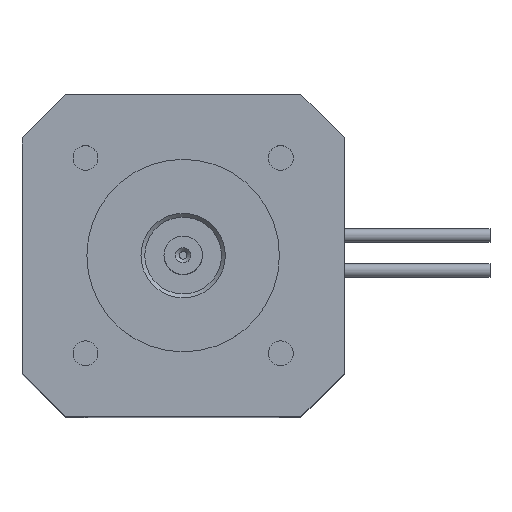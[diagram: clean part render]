
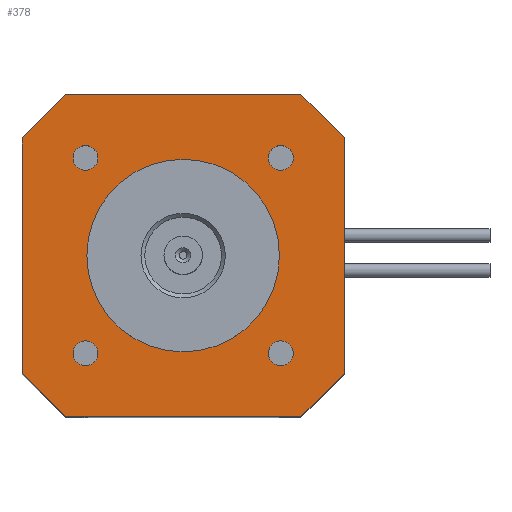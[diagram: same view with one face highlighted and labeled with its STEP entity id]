
A CAD part, top view. The second image highlights one B-rep face of the part: STEP entity #378.
In plain terms, the highlighted planar face has unit normal (0, 0, 1).
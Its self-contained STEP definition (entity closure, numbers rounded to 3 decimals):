
#378 = ADVANCED_FACE( '', ( #800, #801, #802, #803, #804, #805 ), #806, .T. );
#800 = FACE_BOUND( '', #1241, .T. );
#801 = FACE_BOUND( '', #1242, .T. );
#802 = FACE_BOUND( '', #1243, .T. );
#803 = FACE_BOUND( '', #1244, .T. );
#804 = FACE_BOUND( '', #1245, .T. );
#805 = FACE_OUTER_BOUND( '', #1246, .T. );
#806 = PLANE( '', #1247 );
#1241 = EDGE_LOOP( '', ( #2216 ) );
#1242 = EDGE_LOOP( '', ( #2217 ) );
#1243 = EDGE_LOOP( '', ( #2218 ) );
#1244 = EDGE_LOOP( '', ( #2219 ) );
#1245 = EDGE_LOOP( '', ( #2220 ) );
#1246 = EDGE_LOOP( '', ( #2221, #2222, #2223, #2224, #2225, #2226, #2227, #2228 ) );
#1247 = AXIS2_PLACEMENT_3D( '', #2229, #2230, #2231 );
#2216 = ORIENTED_EDGE( '', *, *, #2698, .T. );
#2217 = ORIENTED_EDGE( '', *, *, #2585, .T. );
#2218 = ORIENTED_EDGE( '', *, *, #2388, .T. );
#2219 = ORIENTED_EDGE( '', *, *, #2600, .T. );
#2220 = ORIENTED_EDGE( '', *, *, #2735, .F. );
#2221 = ORIENTED_EDGE( '', *, *, #2741, .T. );
#2222 = ORIENTED_EDGE( '', *, *, #2662, .T. );
#2223 = ORIENTED_EDGE( '', *, *, #2690, .T. );
#2224 = ORIENTED_EDGE( '', *, *, #2421, .F. );
#2225 = ORIENTED_EDGE( '', *, *, #2732, .T. );
#2226 = ORIENTED_EDGE( '', *, *, #2407, .F. );
#2227 = ORIENTED_EDGE( '', *, *, #2705, .T. );
#2228 = ORIENTED_EDGE( '', *, *, #2531, .T. );
#2229 = CARTESIAN_POINT( '', ( 0., 0., 60. ) );
#2230 = DIRECTION( '', ( 0., 0., 1. ) );
#2231 = DIRECTION( '', ( 1., 0., 0. ) );
#2388 = EDGE_CURVE( '', #2813, #2813, #2814, .T. );
#2407 = EDGE_CURVE( '', #2845, #2841, #2847, .T. );
#2421 = EDGE_CURVE( '', #2870, #2872, #2873, .T. );
#2531 = EDGE_CURVE( '', #3055, #3053, #3056, .T. );
#2585 = EDGE_CURVE( '', #3136, #3136, #3137, .T. );
#2600 = EDGE_CURVE( '', #3161, #3161, #3162, .T. );
#2662 = EDGE_CURVE( '', #3240, #3242, #3244, .T. );
#2690 = EDGE_CURVE( '', #3242, #2872, #3280, .T. );
#2698 = EDGE_CURVE( '', #3288, #3288, #3289, .T. );
#2705 = EDGE_CURVE( '', #2845, #3055, #3296, .T. );
#2732 = EDGE_CURVE( '', #2870, #2841, #3329, .T. );
#2735 = EDGE_CURVE( '', #3332, #3332, #3333, .T. );
#2741 = EDGE_CURVE( '', #3053, #3240, #3339, .T. );
#2813 = VERTEX_POINT( '', #3431 );
#2814 = CIRCLE( '', #3432, 1.621 );
#2841 = VERTEX_POINT( '', #3470 );
#2845 = VERTEX_POINT( '', #3476 );
#2847 = LINE( '', #3479, #3480 );
#2870 = VERTEX_POINT( '', #3512 );
#2872 = VERTEX_POINT( '', #3515 );
#2873 = LINE( '', #3516, #3517 );
#3053 = VERTEX_POINT( '', #3770 );
#3055 = VERTEX_POINT( '', #3773 );
#3056 = LINE( '', #3774, #3775 );
#3136 = VERTEX_POINT( '', #3886 );
#3137 = CIRCLE( '', #3887, 1.621 );
#3161 = VERTEX_POINT( '', #3915 );
#3162 = CIRCLE( '', #3916, 1.621 );
#3240 = VERTEX_POINT( '', #4021 );
#3242 = VERTEX_POINT( '', #4024 );
#3244 = LINE( '', #4027, #4028 );
#3280 = LINE( '', #4081, #4082 );
#3288 = VERTEX_POINT( '', #4093 );
#3289 = CIRCLE( '', #4094, 1.621 );
#3296 = LINE( '', #4102, #4103 );
#3329 = LINE( '', #4147, #4148 );
#3332 = VERTEX_POINT( '', #4152 );
#3333 = CIRCLE( '', #4153, 12.55 );
#3339 = LINE( '', #4161, #4162 );
#3431 = CARTESIAN_POINT( '', ( 12.728, -14.349, 60. ) );
#3432 = AXIS2_PLACEMENT_3D( '', #4215, #4216, #4217 );
#3470 = CARTESIAN_POINT( '', ( 21., 15.329, 60. ) );
#3476 = CARTESIAN_POINT( '', ( 15.358, 21., 60. ) );
#3479 = CARTESIAN_POINT( '', ( 15.358, 21., 60. ) );
#3480 = VECTOR( '', #4232, 1000. );
#3512 = CARTESIAN_POINT( '', ( 21., -15.329, 60. ) );
#3515 = CARTESIAN_POINT( '', ( 15.358, -21., 60. ) );
#3516 = CARTESIAN_POINT( '', ( 21., -15.329, 60. ) );
#3517 = VECTOR( '', #4243, 1000. );
#3770 = CARTESIAN_POINT( '', ( -21., 15.329, 60. ) );
#3773 = CARTESIAN_POINT( '', ( -15.358, 21., 60. ) );
#3774 = CARTESIAN_POINT( '', ( -15.358, 21., 60. ) );
#3775 = VECTOR( '', #4345, 1000. );
#3886 = CARTESIAN_POINT( '', ( -12.728, -14.349, 60. ) );
#3887 = AXIS2_PLACEMENT_3D( '', #4404, #4405, #4406 );
#3915 = CARTESIAN_POINT( '', ( 12.728, 11.107, 60. ) );
#3916 = AXIS2_PLACEMENT_3D( '', #4426, #4427, #4428 );
#4021 = CARTESIAN_POINT( '', ( -21., -15.329, 60. ) );
#4024 = CARTESIAN_POINT( '', ( -15.358, -21., 60. ) );
#4027 = CARTESIAN_POINT( '', ( -21., -15.329, 60. ) );
#4028 = VECTOR( '', #4485, 1000. );
#4081 = CARTESIAN_POINT( '', ( -21., -21., 60. ) );
#4082 = VECTOR( '', #4509, 1000. );
#4093 = CARTESIAN_POINT( '', ( -12.728, 11.107, 60. ) );
#4094 = AXIS2_PLACEMENT_3D( '', #4513, #4514, #4515 );
#4102 = CARTESIAN_POINT( '', ( 21., 21., 60. ) );
#4103 = VECTOR( '', #4517, 1000. );
#4147 = CARTESIAN_POINT( '', ( 21., -21., 60. ) );
#4148 = VECTOR( '', #4535, 1000. );
#4152 = CARTESIAN_POINT( '', ( 12.55, 0., 60. ) );
#4153 = AXIS2_PLACEMENT_3D( '', #4537, #4538, #4539 );
#4161 = CARTESIAN_POINT( '', ( -21., 21., 60. ) );
#4162 = VECTOR( '', #4542, 1000. );
#4215 = CARTESIAN_POINT( '', ( 12.728, -12.728, 60. ) );
#4216 = DIRECTION( '', ( 0., 0., -1. ) );
#4217 = DIRECTION( '', ( 0., -1., 0. ) );
#4232 = DIRECTION( '', ( 0.705, -0.709, 0. ) );
#4243 = DIRECTION( '', ( -0.705, -0.709, 0. ) );
#4345 = DIRECTION( '', ( -0.705, -0.709, 0. ) );
#4404 = CARTESIAN_POINT( '', ( -12.728, -12.728, 60. ) );
#4405 = DIRECTION( '', ( 0., 0., -1. ) );
#4406 = DIRECTION( '', ( 0., -1., 0. ) );
#4426 = CARTESIAN_POINT( '', ( 12.728, 12.728, 60. ) );
#4427 = DIRECTION( '', ( 0., 0., -1. ) );
#4428 = DIRECTION( '', ( 0., -1., 0. ) );
#4485 = DIRECTION( '', ( 0.705, -0.709, 0. ) );
#4509 = DIRECTION( '', ( 1., 0., 0. ) );
#4513 = CARTESIAN_POINT( '', ( -12.728, 12.728, 60. ) );
#4514 = DIRECTION( '', ( 0., 0., -1. ) );
#4515 = DIRECTION( '', ( 0., -1., 0. ) );
#4517 = DIRECTION( '', ( -1., 0., 0. ) );
#4535 = DIRECTION( '', ( 0., 1., 0. ) );
#4537 = CARTESIAN_POINT( '', ( 0., 0., 60. ) );
#4538 = DIRECTION( '', ( 0., 0., 1. ) );
#4539 = DIRECTION( '', ( 1., 0., 0. ) );
#4542 = DIRECTION( '', ( 0., -1., 0. ) );
